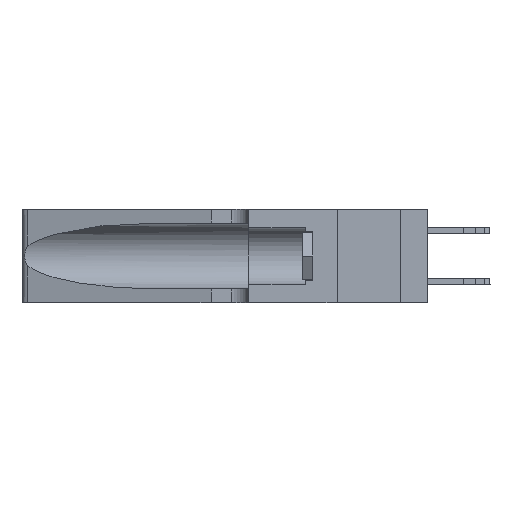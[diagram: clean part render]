
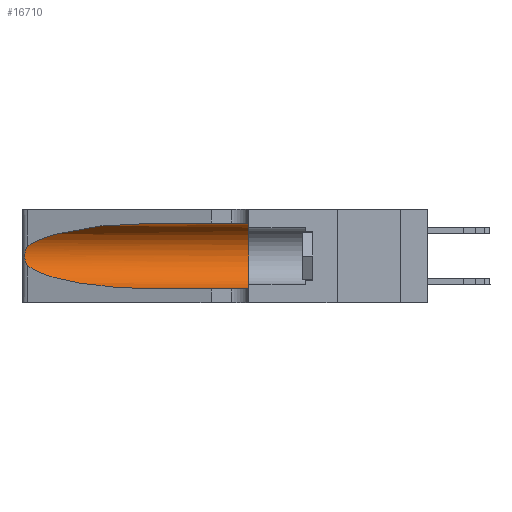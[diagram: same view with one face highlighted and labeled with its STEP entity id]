
A CAD part, left-side view. The second image highlights one B-rep face of the part: STEP entity #16710.
In plain terms, the highlighted cylindrical face has radius 3.308 mm (diameter 6.617 mm), a partial arc.
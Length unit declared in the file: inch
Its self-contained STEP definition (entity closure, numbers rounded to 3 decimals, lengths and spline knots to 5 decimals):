
#317 = VERTEX_POINT ( 'NONE', #6750 ) ;
#330 = CARTESIAN_POINT ( 'NONE',  ( 0.1305, 1.61858, 0.05475 ) ) ;
#490 = CYLINDRICAL_SURFACE ( 'NONE', #14963, 0.13025 ) ;
#501 = ORIENTED_EDGE ( 'NONE', *, *, #11476, .F. ) ;
#592 = CARTESIAN_POINT ( 'NONE',  ( 0.25787, 1.23484, 0.2124 ) ) ;
#707 = CARTESIAN_POINT ( 'NONE',  ( 0.1305, 0.72297, 0.31525 ) ) ;
#786 = CARTESIAN_POINT ( 'NONE',  ( 0.25789, 1.23486, 0.15765 ) ) ;
#2873 = CARTESIAN_POINT ( 'NONE',  ( 0.25639, 1.23184, 0.21858 ) ) ;
#2992 =( BOUNDED_CURVE ( )  B_SPLINE_CURVE ( 3, ( #12677, #17054, #17139, #12495 ),
 .UNSPECIFIED., .F., .F. ) 
 B_SPLINE_CURVE_WITH_KNOTS ( ( 4, 4 ),
 ( 3.44316, 4.71239 ),
 .UNSPECIFIED. ) 
 CURVE ( )  GEOMETRIC_REPRESENTATION_ITEM ( )  RATIONAL_B_SPLINE_CURVE ( ( 1., 0.87, 0.87, 1. ) ) 
 REPRESENTATION_ITEM ( '' )  );
#3999 = CARTESIAN_POINT ( 'NONE',  ( 0.1305, 0.35, 0.185 ) ) ;
#5275 = CARTESIAN_POINT ( 'NONE',  ( 0.25487, 1.22718, 0.22369 ) ) ;
#5401 = CARTESIAN_POINT ( 'NONE',  ( 0.18966, 0.96281, 0.31525 ) ) ;
#6750 = CARTESIAN_POINT ( 'NONE',  ( 0.1305, 0.72297, 0.31525 ) ) ;
#6860 = ORIENTED_EDGE ( 'NONE', *, *, #8826, .T. ) ;
#7139 = B_SPLINE_CURVE_WITH_KNOTS ( 'NONE', 3,
 ( #15145, #8658, #2873, #592, #11303, #22312, #20224, #7214, #11607, #26755, #786, #15959, #13393, #18147 ),
 .UNSPECIFIED., .F., .F.,
 ( 4, 2, 2, 2, 2, 2, 4 ),
 ( 0., 0.00027, 0.00053, 0.00107, 0.0016, 0.00187, 0.00214 ),
 .UNSPECIFIED. ) ;
#7214 = CARTESIAN_POINT ( 'NONE',  ( 0.26075, 1.23896, 0.178 ) ) ;
#8023 =( BOUNDED_CURVE ( )  B_SPLINE_CURVE ( 3, ( #707, #5401, #18205, #5275 ),
 .UNSPECIFIED., .F., .T. ) 
 B_SPLINE_CURVE_WITH_KNOTS ( ( 4, 4 ),
 ( 1.5708, 2.84003 ),
 .UNSPECIFIED. ) 
 CURVE ( )  GEOMETRIC_REPRESENTATION_ITEM ( )  RATIONAL_B_SPLINE_CURVE ( ( 1., 0.87, 0.87, 1. ) ) 
 REPRESENTATION_ITEM ( '' )  );
#8658 = CARTESIAN_POINT ( 'NONE',  ( 0.25555, 1.22994, 0.2215 ) ) ;
#8826 = EDGE_CURVE ( 'NONE', #317, #19267, #8023, .T. ) ;
#9915 = CARTESIAN_POINT ( 'NONE',  ( 0.1305, 1.61858, 0.185 ) ) ;
#10111 = VERTEX_POINT ( 'NONE', #15057 ) ;
#11303 = CARTESIAN_POINT ( 'NONE',  ( 0.25854, 1.2359, 0.20912 ) ) ;
#11476 = EDGE_CURVE ( 'NONE', #17529, #27053, #21842, .T. ) ;
#11607 = CARTESIAN_POINT ( 'NONE',  ( 0.26017, 1.23833, 0.17102 ) ) ;
#12495 = CARTESIAN_POINT ( 'NONE',  ( 0.1305, 0.72297, 0.05475 ) ) ;
#12537 = DIRECTION ( 'NONE',  ( 0., 1., 0. ) ) ;
#12677 = CARTESIAN_POINT ( 'NONE',  ( 0.25487, 1.22718, 0.14631 ) ) ;
#12951 = CARTESIAN_POINT ( 'NONE',  ( 0.1305, 0.35, 0.05475 ) ) ;
#13262 = CARTESIAN_POINT ( 'NONE',  ( 0.25487, 1.22718, 0.14631 ) ) ;
#13384 = FACE_OUTER_BOUND ( 'NONE', #26377, .T. ) ;
#13393 = CARTESIAN_POINT ( 'NONE',  ( 0.25555, 1.22993, 0.14849 ) ) ;
#13523 = CARTESIAN_POINT ( 'NONE',  ( 0.1305, 0.35, 0.31525 ) ) ;
#14329 = AXIS2_PLACEMENT_3D ( 'NONE', #3999, #12537, #27674 ) ;
#14373 = VECTOR ( 'NONE', #16252, 39.37008 ) ;
#14963 = AXIS2_PLACEMENT_3D ( 'NONE', #9915, #16182, #27803 ) ;
#15057 = CARTESIAN_POINT ( 'NONE',  ( 0.1305, 0.72297, 0.05475 ) ) ;
#15145 = CARTESIAN_POINT ( 'NONE',  ( 0.25487, 1.22718, 0.22369 ) ) ;
#15731 = LINE ( 'NONE', #16045, #14373 ) ;
#15955 = VERTEX_POINT ( 'NONE', #13262 ) ;
#15959 = CARTESIAN_POINT ( 'NONE',  ( 0.25639, 1.23186, 0.15144 ) ) ;
#16029 = EDGE_CURVE ( 'NONE', #10111, #27053, #21937, .T. ) ;
#16045 = CARTESIAN_POINT ( 'NONE',  ( 0.1305, 1.61858, 0.31525 ) ) ;
#16182 = DIRECTION ( 'NONE',  ( 0., -1., 0. ) ) ;
#16252 = DIRECTION ( 'NONE',  ( 0., -1., 0. ) ) ;
#16414 = EDGE_CURVE ( 'NONE', #19267, #15955, #7139, .T. ) ;
#16567 = ORIENTED_EDGE ( 'NONE', *, *, #16029, .T. ) ;
#16710 = ADVANCED_FACE ( 'NONE', ( #13384 ), #490, .F. ) ;
#17054 = CARTESIAN_POINT ( 'NONE',  ( 0.2373, 1.15595, 0.08982 ) ) ;
#17139 = CARTESIAN_POINT ( 'NONE',  ( 0.18966, 0.96281, 0.05475 ) ) ;
#17176 = EDGE_CURVE ( 'NONE', #317, #17529, #15731, .T. ) ;
#17527 = CARTESIAN_POINT ( 'NONE',  ( 0.25487, 1.22718, 0.22369 ) ) ;
#17529 = VERTEX_POINT ( 'NONE', #13523 ) ;
#18147 = CARTESIAN_POINT ( 'NONE',  ( 0.25487, 1.22718, 0.14631 ) ) ;
#18205 = CARTESIAN_POINT ( 'NONE',  ( 0.2373, 1.15595, 0.28018 ) ) ;
#19267 = VERTEX_POINT ( 'NONE', #17527 ) ;
#20224 = CARTESIAN_POINT ( 'NONE',  ( 0.26075, 1.23896, 0.19203 ) ) ;
#21842 = CIRCLE ( 'NONE', #14329, 0.13025 ) ;
#21937 = LINE ( 'NONE', #330, #26309 ) ;
#22069 = DIRECTION ( 'NONE',  ( 0., -1., 0. ) ) ;
#22274 = ORIENTED_EDGE ( 'NONE', *, *, #16414, .T. ) ;
#22312 = CARTESIAN_POINT ( 'NONE',  ( 0.26018, 1.23835, 0.19895 ) ) ;
#23342 = EDGE_CURVE ( 'NONE', #15955, #10111, #2992, .T. ) ;
#23507 = ORIENTED_EDGE ( 'NONE', *, *, #23342, .T. ) ;
#26309 = VECTOR ( 'NONE', #22069, 39.37008 ) ;
#26377 = EDGE_LOOP ( 'NONE', ( #6860, #22274, #23507, #16567, #501, #27885 ) ) ;
#26755 = CARTESIAN_POINT ( 'NONE',  ( 0.25856, 1.23593, 0.16098 ) ) ;
#27053 = VERTEX_POINT ( 'NONE', #12951 ) ;
#27674 = DIRECTION ( 'NONE',  ( 0., 0., 1. ) ) ;
#27803 = DIRECTION ( 'NONE',  ( 0., 0., -1. ) ) ;
#27885 = ORIENTED_EDGE ( 'NONE', *, *, #17176, .F. ) ;
